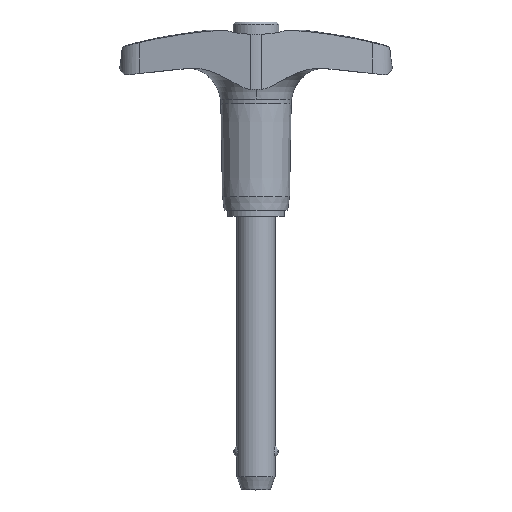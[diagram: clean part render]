
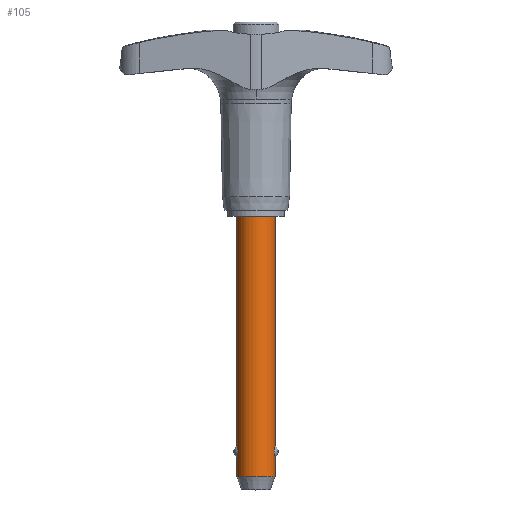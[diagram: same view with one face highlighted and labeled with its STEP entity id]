
A CAD part, top view. The second image highlights one B-rep face of the part: STEP entity #105.
In plain terms, the highlighted cylindrical face has radius 3.175 mm (diameter 6.35 mm), a partial arc.
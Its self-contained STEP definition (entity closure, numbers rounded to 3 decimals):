
#105=ADVANCED_FACE('',(#275),#276,.T.);
#275=FACE_OUTER_BOUND('',#514,.T.);
#276=CYLINDRICAL_SURFACE('',#515,3.175);
#514=EDGE_LOOP('',(#768,#769,#770,#771,#772,#773,#774,#775,#776,#777));
#515=AXIS2_PLACEMENT_3D('',#778,#779,#780);
#768=ORIENTED_EDGE('',*,*,#1475,.T.);
#769=ORIENTED_EDGE('',*,*,#1476,.T.);
#770=ORIENTED_EDGE('',*,*,#1477,.T.);
#771=ORIENTED_EDGE('',*,*,#1478,.T.);
#772=ORIENTED_EDGE('',*,*,#1479,.F.);
#773=ORIENTED_EDGE('',*,*,#1480,.T.);
#774=ORIENTED_EDGE('',*,*,#1481,.T.);
#775=ORIENTED_EDGE('',*,*,#1482,.T.);
#776=ORIENTED_EDGE('',*,*,#1483,.T.);
#777=ORIENTED_EDGE('',*,*,#1484,.T.);
#778=CARTESIAN_POINT('',(0.0,-22.733,0.0));
#779=DIRECTION('',(-0.0,1.0,0.0));
#780=DIRECTION('',(1.0,0.0,0.0));
#1475=EDGE_CURVE('',#1776,#1777,#1778,.T.);
#1476=EDGE_CURVE('',#1777,#1779,#1780,.T.);
#1477=EDGE_CURVE('',#1779,#1781,#1782,.T.);
#1478=EDGE_CURVE('',#1781,#1783,#1784,.T.);
#1479=EDGE_CURVE('',#1785,#1783,#1786,.T.);
#1480=EDGE_CURVE('',#1785,#1787,#1788,.T.);
#1481=EDGE_CURVE('',#1787,#1789,#1790,.T.);
#1482=EDGE_CURVE('',#1789,#1791,#1792,.T.);
#1483=EDGE_CURVE('',#1791,#1793,#1794,.T.);
#1484=EDGE_CURVE('',#1793,#1776,#1795,.T.);
#1776=VERTEX_POINT('',#2282);
#1777=VERTEX_POINT('',#2283);
#1778=LINE('',#2284,#2285);
#1779=VERTEX_POINT('',#2286);
#1780=B_SPLINE_CURVE_WITH_KNOTS('',3,(#2287,#2288,#2289,#2290,#2291,#2292,#2293,#2294,#2295,#2296,#2297,#2298,#2299,#2300),.UNSPECIFIED.,.F.,.F.,(4,2,2,2,2,2,4),(1.601,1.892,2.183,2.351,2.519,2.861,3.203),.UNSPECIFIED.);
#1781=VERTEX_POINT('',#2301);
#1782=B_SPLINE_CURVE_WITH_KNOTS('',3,(#2302,#2303,#2304,#2305,#2306,#2307,#2308,#2309,#2310,#2311,#2312,#2313,#2314,#2315),.UNSPECIFIED.,.F.,.F.,(4,2,2,2,2,2,4),(3.203,3.545,3.887,4.055,4.223,4.514,4.804),.UNSPECIFIED.);
#1783=VERTEX_POINT('',#2316);
#1784=LINE('',#2317,#2318);
#1785=VERTEX_POINT('',#2319);
#1786=CIRCLE('',#2320,3.175);
#1787=VERTEX_POINT('',#2321);
#1788=LINE('',#2322,#2323);
#1789=VERTEX_POINT('',#2324);
#1790=B_SPLINE_CURVE_WITH_KNOTS('',3,(#2325,#2326,#2327,#2328,#2329,#2330,#2331,#2332,#2333,#2334,#2335,#2336,#2337,#2338),.UNSPECIFIED.,.F.,.F.,(4,2,2,2,2,2,4),(4.804,5.095,5.386,5.554,5.722,6.064,6.406),.UNSPECIFIED.);
#1791=VERTEX_POINT('',#2339);
#1792=B_SPLINE_CURVE_WITH_KNOTS('',3,(#2340,#2341,#2342,#2343,#2344,#2345,#2346,#2347,#2348,#2349,#2350,#2351,#2352,#2353),.UNSPECIFIED.,.F.,.F.,(4,2,2,2,2,2,4),(0.0,0.342,0.684,0.852,1.02,1.311,1.601),.UNSPECIFIED.);
#1793=VERTEX_POINT('',#2354);
#1794=LINE('',#2355,#2356);
#1795=CIRCLE('',#2357,3.175);
#2282=CARTESIAN_POINT('',(3.175,-43.256,0.0));
#2283=CARTESIAN_POINT('',(3.175,-40.093,0.));
#2284=CARTESIAN_POINT('',(3.175,-22.733,0.));
#2285=VECTOR('',#3883,1.0);
#2286=CARTESIAN_POINT('',(2.97,-39.096,1.123));
#2287=CARTESIAN_POINT('',(3.175,-40.093,0.));
#2288=CARTESIAN_POINT('',(3.175,-40.093,0.097));
#2289=CARTESIAN_POINT('',(3.17,-40.082,0.202));
#2290=CARTESIAN_POINT('',(3.151,-40.032,0.405));
#2291=CARTESIAN_POINT('',(3.136,-39.995,0.503));
#2292=CARTESIAN_POINT('',(3.111,-39.923,0.636));
#2293=CARTESIAN_POINT('',(3.1,-39.891,0.687));
#2294=CARTESIAN_POINT('',(3.077,-39.818,0.783));
#2295=CARTESIAN_POINT('',(3.065,-39.778,0.828));
#2296=CARTESIAN_POINT('',(3.033,-39.656,0.942));
#2297=CARTESIAN_POINT('',(3.011,-39.554,1.01));
#2298=CARTESIAN_POINT('',(2.979,-39.331,1.1));
#2299=CARTESIAN_POINT('',(2.97,-39.21,1.123));
#2300=CARTESIAN_POINT('',(2.97,-39.096,1.123));
#2301=CARTESIAN_POINT('',(3.175,-38.1,0.));
#2302=CARTESIAN_POINT('',(2.97,-39.096,1.123));
#2303=CARTESIAN_POINT('',(2.97,-38.982,1.123));
#2304=CARTESIAN_POINT('',(2.979,-38.861,1.1));
#2305=CARTESIAN_POINT('',(3.011,-38.639,1.01));
#2306=CARTESIAN_POINT('',(3.033,-38.537,0.942));
#2307=CARTESIAN_POINT('',(3.065,-38.415,0.828));
#2308=CARTESIAN_POINT('',(3.077,-38.375,0.783));
#2309=CARTESIAN_POINT('',(3.1,-38.302,0.687));
#2310=CARTESIAN_POINT('',(3.111,-38.269,0.636));
#2311=CARTESIAN_POINT('',(3.136,-38.198,0.503));
#2312=CARTESIAN_POINT('',(3.151,-38.161,0.405));
#2313=CARTESIAN_POINT('',(3.17,-38.111,0.202));
#2314=CARTESIAN_POINT('',(3.175,-38.1,0.097));
#2315=CARTESIAN_POINT('',(3.175,-38.1,0.));
#2316=CARTESIAN_POINT('',(3.175,0.0,0.0));
#2317=CARTESIAN_POINT('',(3.175,-22.733,0.));
#2318=VECTOR('',#3884,1.0);
#2319=CARTESIAN_POINT('',(-3.175,0.0,0.));
#2320=AXIS2_PLACEMENT_3D('',#3885,#3886,#3887);
#2321=CARTESIAN_POINT('',(-3.175,-38.1,0.));
#2322=CARTESIAN_POINT('',(-3.175,-22.733,0.));
#2323=VECTOR('',#3888,1.0);
#2324=CARTESIAN_POINT('',(-2.97,-39.096,1.123));
#2325=CARTESIAN_POINT('',(-3.175,-38.1,0.));
#2326=CARTESIAN_POINT('',(-3.175,-38.1,0.097));
#2327=CARTESIAN_POINT('',(-3.17,-38.111,0.202));
#2328=CARTESIAN_POINT('',(-3.151,-38.161,0.405));
#2329=CARTESIAN_POINT('',(-3.136,-38.198,0.503));
#2330=CARTESIAN_POINT('',(-3.111,-38.269,0.636));
#2331=CARTESIAN_POINT('',(-3.1,-38.302,0.687));
#2332=CARTESIAN_POINT('',(-3.077,-38.375,0.783));
#2333=CARTESIAN_POINT('',(-3.065,-38.415,0.828));
#2334=CARTESIAN_POINT('',(-3.033,-38.537,0.942));
#2335=CARTESIAN_POINT('',(-3.011,-38.639,1.01));
#2336=CARTESIAN_POINT('',(-2.979,-38.861,1.1));
#2337=CARTESIAN_POINT('',(-2.97,-38.982,1.123));
#2338=CARTESIAN_POINT('',(-2.97,-39.096,1.123));
#2339=CARTESIAN_POINT('',(-3.175,-40.093,0.));
#2340=CARTESIAN_POINT('',(-2.97,-39.096,1.123));
#2341=CARTESIAN_POINT('',(-2.97,-39.21,1.123));
#2342=CARTESIAN_POINT('',(-2.979,-39.331,1.1));
#2343=CARTESIAN_POINT('',(-3.011,-39.554,1.01));
#2344=CARTESIAN_POINT('',(-3.033,-39.656,0.942));
#2345=CARTESIAN_POINT('',(-3.065,-39.778,0.828));
#2346=CARTESIAN_POINT('',(-3.077,-39.818,0.783));
#2347=CARTESIAN_POINT('',(-3.1,-39.891,0.687));
#2348=CARTESIAN_POINT('',(-3.111,-39.923,0.636));
#2349=CARTESIAN_POINT('',(-3.136,-39.995,0.503));
#2350=CARTESIAN_POINT('',(-3.151,-40.032,0.405));
#2351=CARTESIAN_POINT('',(-3.17,-40.082,0.202));
#2352=CARTESIAN_POINT('',(-3.175,-40.093,0.097));
#2353=CARTESIAN_POINT('',(-3.175,-40.093,0.));
#2354=CARTESIAN_POINT('',(-3.175,-43.256,0.));
#2355=CARTESIAN_POINT('',(-3.175,-22.733,0.));
#2356=VECTOR('',#3889,1.0);
#2357=AXIS2_PLACEMENT_3D('',#3890,#3891,#3892);
#3883=DIRECTION('',(0.0,1.0,0.0));
#3884=DIRECTION('',(0.0,1.0,0.0));
#3885=CARTESIAN_POINT('',(0.0,0.0,0.0));
#3886=DIRECTION('',(-0.0,1.0,0.0));
#3887=DIRECTION('',(1.0,0.0,0.0));
#3888=DIRECTION('',(-0.0,-1.0,-0.0));
#3889=DIRECTION('',(-0.0,-1.0,-0.0));
#3890=CARTESIAN_POINT('',(0.0,-43.256,0.0));
#3891=DIRECTION('',(0.,1.0,0.0));
#3892=DIRECTION('',(1.0,0.,0.0));
